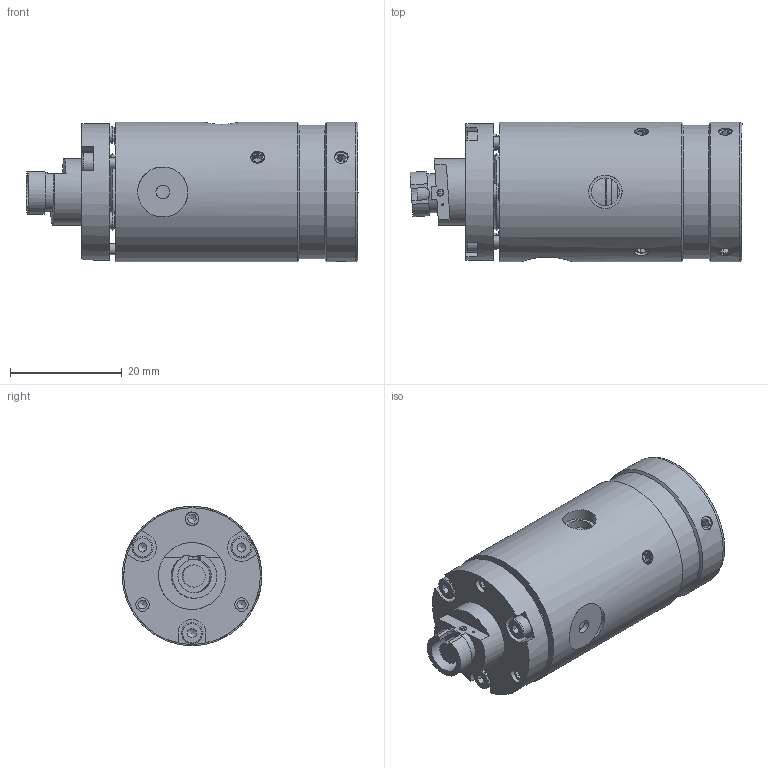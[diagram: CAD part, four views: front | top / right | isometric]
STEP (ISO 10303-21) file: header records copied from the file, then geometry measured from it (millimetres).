
FILE_DESCRIPTION(/* description */ (''),/* implementation_level */ '2;1');
FILE_NAME(/* name */ '980312236700.stp',/* time_stamp */ '2023-03-27T11:11:51+02:00',/* author */ ('trapp'),/* organization */ (''),/* preprocessor_version */ 'ST-DEVELOPER v18.1',/* originating_system */ 'Autodesk Inventor 2022',/* authorisation */ '');
FILE_SCHEMA (('AUTOMOTIVE_DESIGN { 1 0 10303 214 3 1 1 }'));
Length unit declared in the file: millimetre
Products named in the file (1): 980312236700_Vereinfachen_1
Bounding box: 59.54 x 25 x 25 mm (x, y, z)
Volume: 22194 mm3; surface area: 7500.2 mm2
Topology: 2 solids, 3 shells, 231 faces, 581 edges, 385 vertices
Faces by surface type: plane 124, cylinder 58, cone 32, torus 10, bspline 4, sphere 3
Full cylindrical faces by diameter (mm): 1.221 x2, 2 x3, 2.459 x12, 2.5 x3, 3 x6, 3.8 x3, 4 x1, 5 x1, 6 x2, 7 x1, 10.3 x2, 12 x1, 15.5 x2, 18 x1, 19.5 x1, 24 x1, 24.5 x1, 25 x2
Entity records: 8820 total; most frequent: CARTESIAN_POINT 3075, ORIENTED_EDGE 1138, DIRECTION 1088, EDGE_CURVE 569, AXIS2_PLACEMENT_3D 410, VERTEX_POINT 385, EDGE_LOOP 290, LINE 268
